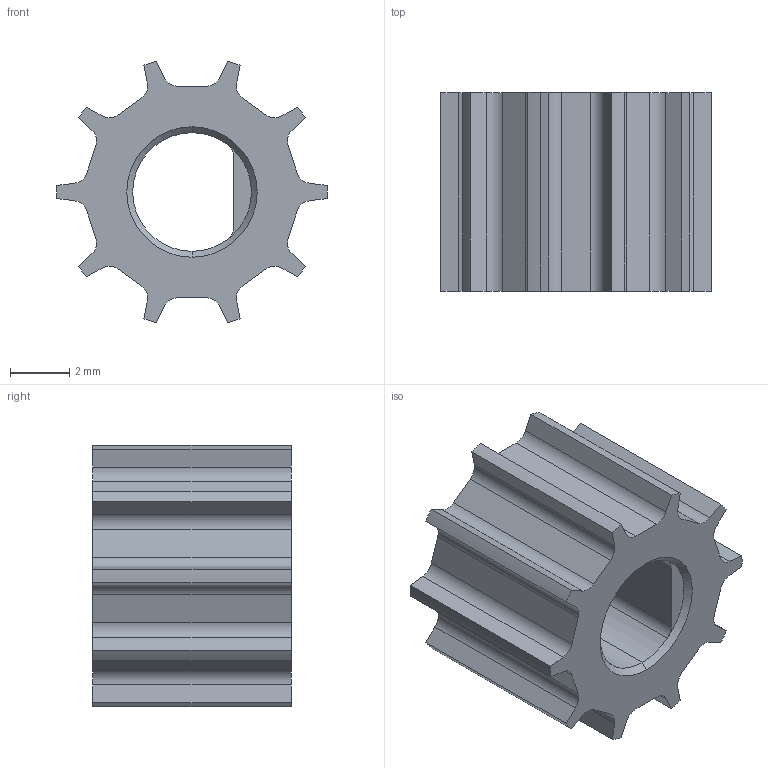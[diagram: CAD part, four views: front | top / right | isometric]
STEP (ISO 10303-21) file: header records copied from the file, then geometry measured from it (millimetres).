
FILE_DESCRIPTION (( 'STEP AP203' ), '1' );
FILE_NAME ('Small Pulley At Motor.STEP', '2021-12-17T12:33:26', ( '' ), ( '' ), 'SwSTEP 2.0', 'SolidWorks 2019', '' );
FILE_SCHEMA (( 'CONFIG_CONTROL_DESIGN' ));
Length unit declared in the file: millimetre
Products named in the file (1): Small Pulley At Motor
Bounding box: 9.14 x 6.7 x 8.82 mm (x, y, z)
Volume: 234.5 mm3; surface area: 402.1 mm2
Topology: 1 solids, 1 shells, 74 faces, 208 edges, 136 vertices
Faces by surface type: cylinder 35, plane 35, cone 4
Entity records: 2485 total; most frequent: DIRECTION 434, CARTESIAN_POINT 419, ORIENTED_EDGE 416, EDGE_CURVE 208, AXIS2_PLACEMENT_3D 151, VERTEX_POINT 136, VECTOR 132, LINE 132
